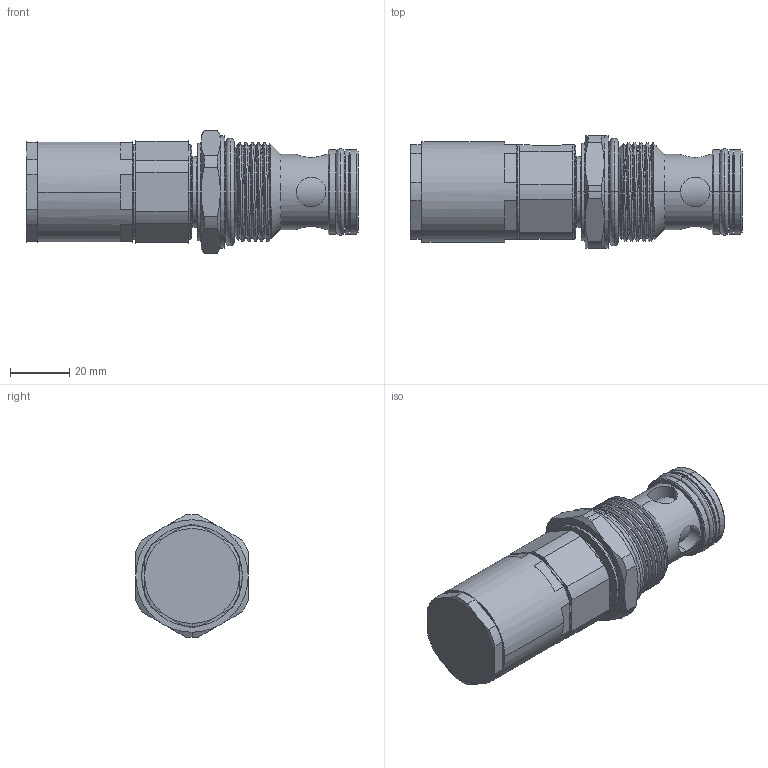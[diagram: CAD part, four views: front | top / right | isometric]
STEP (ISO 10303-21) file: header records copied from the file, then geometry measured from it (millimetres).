
FILE_DESCRIPTION (( 'STEP AP214' ), '1' );
FILE_NAME ('AP16W21.STEP', '2016-04-12T05:57:35', ( '' ), ( '' ), 'SwSTEP 2.0', 'SolidWorks 2012', '' );
FILE_SCHEMA (( 'AUTOMOTIVE_DESIGN' ));
Length unit declared in the file: millimetre
Products named in the file (1): AP16W21
Bounding box: 112.15 x 38 x 41.5 mm (x, y, z)
Volume: 88042.8 mm3; surface area: 19328.4 mm2
Topology: 4 solids, 4 shells, 236 faces, 561 edges, 344 vertices
Faces by surface type: cylinder 94, plane 60, cone 46, torus 26, bspline 10
Entity records: 11822 total; most frequent: CARTESIAN_POINT 6506, ORIENTED_EDGE 1122, DIRECTION 1082, EDGE_CURVE 561, AXIS2_PLACEMENT_3D 452, VERTEX_POINT 344, EDGE_LOOP 253, FACE_OUTER_BOUND 236
